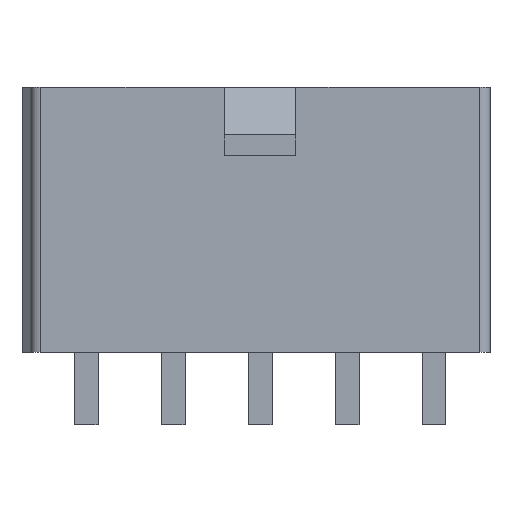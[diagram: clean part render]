
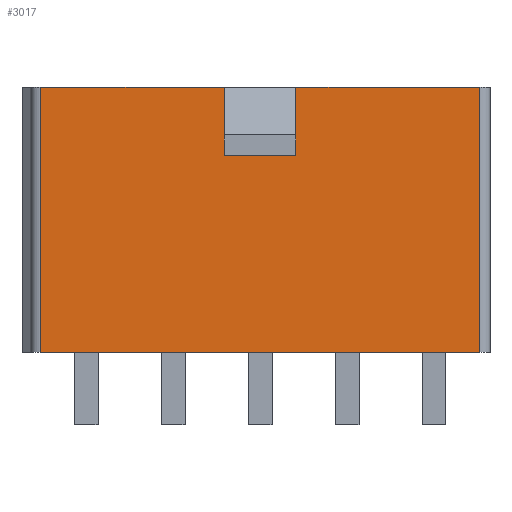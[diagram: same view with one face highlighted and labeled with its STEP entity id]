
A CAD part, front view. The second image highlights one B-rep face of the part: STEP entity #3017.
In plain terms, the highlighted planar face has unit normal (0, -1, 0).
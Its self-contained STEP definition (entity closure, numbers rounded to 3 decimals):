
#138=DIRECTION('',(1.,0.,0.));
#139=VECTOR('',#138,8.875);
#140=CARTESIAN_POINT('',(-10.6,-4.875,0.));
#141=LINE('',#140,#139);
#186=DIRECTION('',(1.,0.,0.));
#187=VECTOR('',#186,8.875);
#188=CARTESIAN_POINT('',(1.725,-4.875,0.));
#189=LINE('',#188,#187);
#418=DIRECTION('',(0.,0.,-1.));
#419=VECTOR('',#418,3.3);
#420=CARTESIAN_POINT('',(-1.725,-4.875,0.));
#421=LINE('',#420,#419);
#422=DIRECTION('',(1.,0.,0.));
#423=VECTOR('',#422,3.45);
#424=CARTESIAN_POINT('',(-1.725,-4.875,-3.3));
#425=LINE('',#424,#423);
#426=DIRECTION('',(0.,0.,-1.));
#427=VECTOR('',#426,3.3);
#428=CARTESIAN_POINT('',(1.725,-4.875,0.));
#429=LINE('',#428,#427);
#430=DIRECTION('',(0.,0.,-1.));
#431=VECTOR('',#430,12.8);
#432=CARTESIAN_POINT('',(-10.6,-4.875,0.));
#433=LINE('',#432,#431);
#434=DIRECTION('',(0.,0.,-1.));
#435=VECTOR('',#434,12.8);
#436=CARTESIAN_POINT('',(10.6,-4.875,0.));
#437=LINE('',#436,#435);
#500=DIRECTION('',(1.,0.,0.));
#501=VECTOR('',#500,21.2);
#502=CARTESIAN_POINT('',(-10.6,-4.875,-12.8));
#503=LINE('',#502,#501);
#2136=CARTESIAN_POINT('',(-10.6,-4.875,0.));
#2137=VERTEX_POINT('',#2136);
#2138=CARTESIAN_POINT('',(10.6,-4.875,0.));
#2140=VERTEX_POINT('',#2138);
#2156=CARTESIAN_POINT('',(-10.6,-4.875,-12.8));
#2157=VERTEX_POINT('',#2156);
#2158=CARTESIAN_POINT('',(10.6,-4.875,-12.8));
#2159=VERTEX_POINT('',#2158);
#2198=CARTESIAN_POINT('',(1.725,-4.875,0.));
#2199=CARTESIAN_POINT('',(-1.725,-4.875,0.));
#2200=VERTEX_POINT('',#2198);
#2201=VERTEX_POINT('',#2199);
#2202=CARTESIAN_POINT('',(-1.725,-4.875,-3.3));
#2203=VERTEX_POINT('',#2202);
#2204=CARTESIAN_POINT('',(1.725,-4.875,-3.3));
#2205=VERTEX_POINT('',#2204);
#2999=CARTESIAN_POINT('',(-10.6,-4.875,0.));
#3000=DIRECTION('',(0.,-1.,0.));
#3001=DIRECTION('',(1.,0.,0.));
#3002=AXIS2_PLACEMENT_3D('',#2999,#3000,#3001);
#3003=PLANE('',#3002);
#3004=ORIENTED_EDGE('',*,*,#2991,.T.);
#3005=ORIENTED_EDGE('',*,*,#2980,.T.);
#3006=ORIENTED_EDGE('',*,*,#2965,.F.);
#3007=ORIENTED_EDGE('',*,*,#2815,.T.);
#3009=ORIENTED_EDGE('',*,*,#3008,.T.);
#3011=ORIENTED_EDGE('',*,*,#3010,.F.);
#3013=ORIENTED_EDGE('',*,*,#3012,.F.);
#3014=ORIENTED_EDGE('',*,*,#2793,.T.);
#3015=EDGE_LOOP('',(#3004,#3005,#3006,#3007,#3009,#3011,#3013,#3014));
#3016=FACE_OUTER_BOUND('',#3015,.F.);
#2793=EDGE_CURVE('',#2137,#2201,#141,.T.);
#2815=EDGE_CURVE('',#2200,#2140,#189,.T.);
#2965=EDGE_CURVE('',#2200,#2205,#429,.T.);
#2980=EDGE_CURVE('',#2203,#2205,#425,.T.);
#2991=EDGE_CURVE('',#2201,#2203,#421,.T.);
#3008=EDGE_CURVE('',#2140,#2159,#437,.T.);
#3010=EDGE_CURVE('',#2157,#2159,#503,.T.);
#3012=EDGE_CURVE('',#2137,#2157,#433,.T.);
#3017=ADVANCED_FACE('',(#3016),#3003,.T.);
